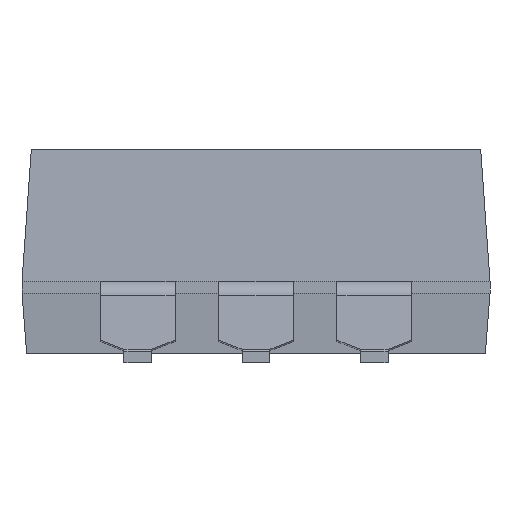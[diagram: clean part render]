
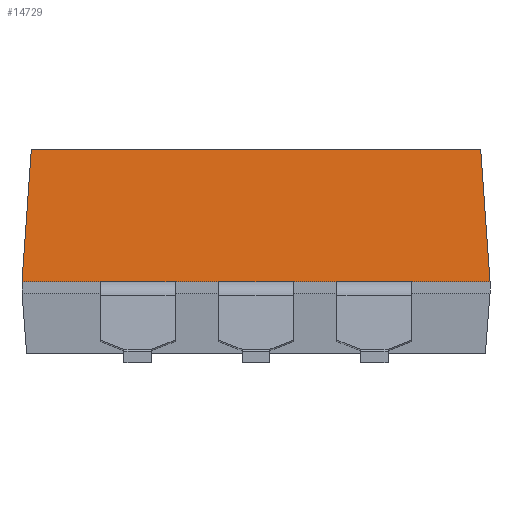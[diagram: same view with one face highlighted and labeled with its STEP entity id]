
A CAD part, left-side view. The second image highlights one B-rep face of the part: STEP entity #14729.
In plain terms, the highlighted planar face has unit normal (-0.998, 0, 0.07).
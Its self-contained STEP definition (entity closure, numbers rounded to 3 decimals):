
#538=FACE_OUTER_BOUND($,#1303,.T.);
#1303=EDGE_LOOP($,(#11349,#11350,#11351,#11352));
#2731=LINE($,#21908,#4793);
#2732=LINE($,#21910,#4794);
#2733=LINE($,#21912,#4795);
#2734=LINE($,#21913,#4796);
#4793=VECTOR($,#17892,10.06);
#4794=VECTOR($,#17893,2.864);
#4795=VECTOR($,#17894,9.66);
#4796=VECTOR($,#17895,2.864);
#6537=VERTEX_POINT($,#21906);
#6538=VERTEX_POINT($,#21907);
#6539=VERTEX_POINT($,#21909);
#6540=VERTEX_POINT($,#21911);
#8315=EDGE_CURVE($,#6537,#6538,#2731,.T.);
#8316=EDGE_CURVE($,#6538,#6539,#2732,.T.);
#8317=EDGE_CURVE($,#6539,#6540,#2733,.T.);
#8318=EDGE_CURVE($,#6540,#6537,#2734,.T.);
#11349=ORIENTED_EDGE($,*,*,#8315,.T.);
#11350=ORIENTED_EDGE($,*,*,#8316,.T.);
#11351=ORIENTED_EDGE($,*,*,#8317,.T.);
#11352=ORIENTED_EDGE($,*,*,#8318,.T.);
#13977=PLANE($,#15579);
#14729=ADVANCED_FACE($,(#538),#13977,.T.);
#15579=AXIS2_PLACEMENT_3D($,#21905,#17890,#17891);
#17890=DIRECTION('center_axis',(-0.998,0.,
0.07));
#17891=DIRECTION('ref_axis',(-0.07,0.,-0.998));
#17892=DIRECTION($,(0.,-1.,0.));
#17893=DIRECTION($,(0.07,0.07,0.995));
#17894=DIRECTION($,(0.,1.,0.));
#17895=DIRECTION($,(-0.07,0.07,-0.995));
#21905=CARTESIAN_POINT('Origin',(-3.65,2.54,3.175));
#21906=CARTESIAN_POINT('',(-3.75,5.03,1.75));
#21907=CARTESIAN_POINT('',(-3.75,-5.03,1.75));
#21908=CARTESIAN_POINT($,(-3.75,-2.54,1.75));
#21909=CARTESIAN_POINT('',(-3.55,-4.83,4.6));
#21910=CARTESIAN_POINT($,(-3.75,-5.03,1.75));
#21911=CARTESIAN_POINT('',(-3.55,4.83,4.6));
#21912=CARTESIAN_POINT($,(-3.55,2.54,4.6));
#21913=CARTESIAN_POINT($,(-3.55,4.83,4.6));
